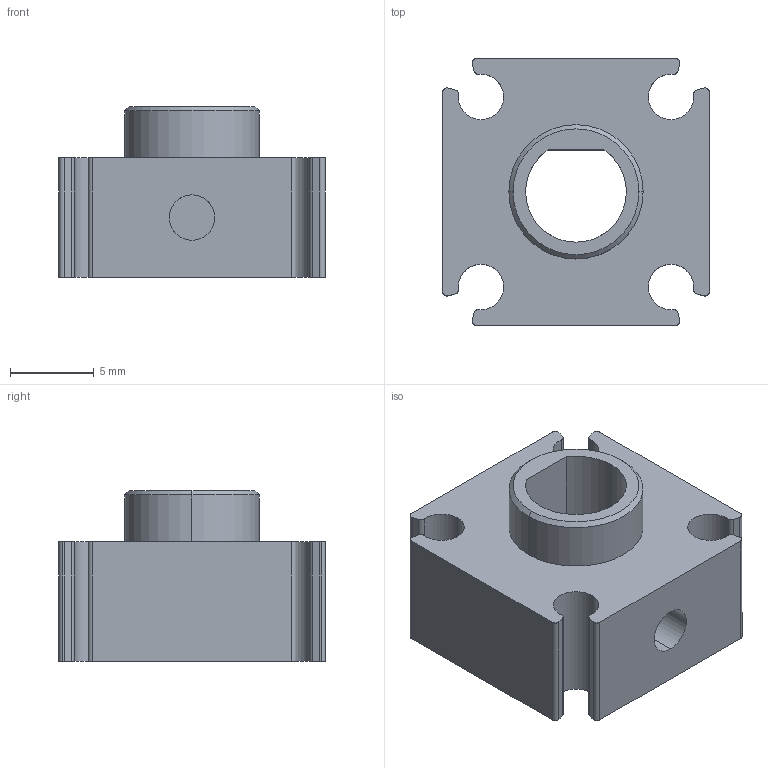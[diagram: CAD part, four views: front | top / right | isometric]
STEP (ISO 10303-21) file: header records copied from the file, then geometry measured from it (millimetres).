
FILE_DESCRIPTION (( 'STEP AP214' ), '1' );
FILE_NAME ('am-3215 6mm NeveRest Nub.STEP', '2015-11-05T17:22:15', ( '' ), ( '' ), 'SwSTEP 2.0', 'SolidWorks 2014', '' );
FILE_SCHEMA (( 'AUTOMOTIVE_DESIGN' ));
Length unit declared in the file: inch
Products named in the file (1): am-3215 6mm NeveRest Nub
Bounding box: 15.88 x 15.88 x 10.16 mm (x, y, z)
Volume: 1393.5 mm3; surface area: 1273.5 mm2
Topology: 1 solids, 1 shells, 57 faces, 160 edges, 106 vertices
Faces by surface type: cylinder 39, plane 16, cone 2
Entity records: 1994 total; most frequent: CARTESIAN_POINT 372, DIRECTION 352, ORIENTED_EDGE 320, EDGE_CURVE 160, AXIS2_PLACEMENT_3D 136, VERTEX_POINT 106, VECTOR 80, LINE 80
